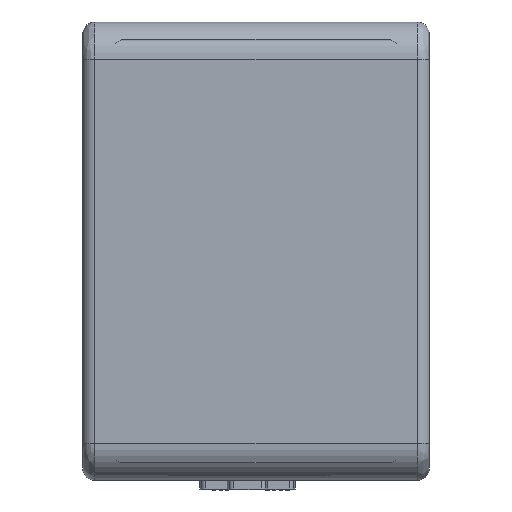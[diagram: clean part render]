
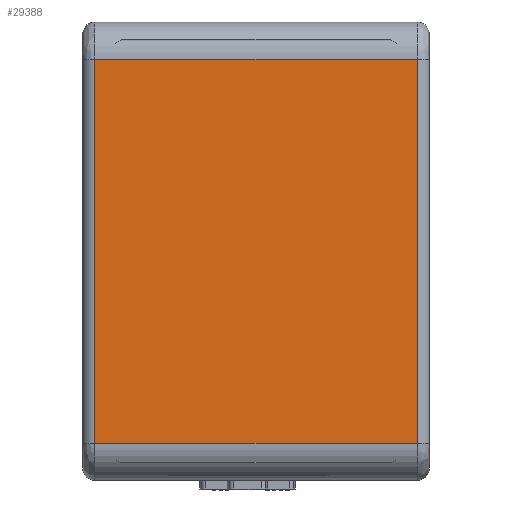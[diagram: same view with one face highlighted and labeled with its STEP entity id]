
A CAD part, front view. The second image highlights one B-rep face of the part: STEP entity #29388.
In plain terms, the highlighted planar face has unit normal (0, -1, 0).
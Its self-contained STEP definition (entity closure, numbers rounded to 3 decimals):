
#947 = LINE ( 'NONE', #74050, #86847 ) ;
#3739 = LINE ( 'NONE', #4597, #73803 ) ;
#4597 = CARTESIAN_POINT ( 'NONE',  ( 0., -70., 170. ) ) ;
#5289 = EDGE_CURVE ( 'NONE', #81750, #45998, #77219, .T. ) ;
#11464 = CARTESIAN_POINT ( 'NONE',  ( 135., -70., 170. ) ) ;
#12422 = FACE_OUTER_BOUND ( 'NONE', #44756, .T. ) ;
#12709 = ORIENTED_EDGE ( 'NONE', *, *, #5289, .F. ) ;
#13385 = DIRECTION ( 'NONE',  ( 0., 1., 0. ) ) ;
#16960 = ORIENTED_EDGE ( 'NONE', *, *, #67893, .F. ) ;
#19328 = CARTESIAN_POINT ( 'NONE',  ( 5., -70., 185. ) ) ;
#24749 = DIRECTION ( 'NONE',  ( 1., 0., 0. ) ) ;
#25059 = CARTESIAN_POINT ( 'NONE',  ( 135., -70., 15. ) ) ;
#28152 = CARTESIAN_POINT ( 'NONE',  ( 5., -70., 170. ) ) ;
#29388 = ADVANCED_FACE ( 'N', ( #12422 ), #40095, .F. ) ;
#37050 = AXIS2_PLACEMENT_3D ( 'NONE', #46042, #13385, #60847 ) ;
#40095 = PLANE ( 'NONE',  #37050 ) ;
#41203 = VECTOR ( 'NONE', #75614, 1000. ) ;
#44756 = EDGE_LOOP ( 'NONE', ( #85976, #16960, #46920, #12709 ) ) ;
#45998 = VERTEX_POINT ( 'NONE', #25059 ) ;
#46042 = CARTESIAN_POINT ( 'NONE',  ( 0., -70., 185. ) ) ;
#46920 = ORIENTED_EDGE ( 'NONE', *, *, #78923, .F. ) ;
#53730 = LINE ( 'NONE', #19328, #69563 ) ;
#56337 = CARTESIAN_POINT ( 'NONE',  ( 5., -70., 15. ) ) ;
#58033 = EDGE_CURVE ( 'NONE', #83044, #81750, #3739, .T. ) ;
#60029 = DIRECTION ( 'NONE',  ( 0., 0., 1. ) ) ;
#60847 = DIRECTION ( 'NONE',  ( 0., 0., 1. ) ) ;
#67893 = EDGE_CURVE ( 'NONE', #74320, #83044, #53730, .T. ) ;
#69563 = VECTOR ( 'NONE', #60029, 1000. ) ;
#73803 = VECTOR ( 'NONE', #24749, 1000. ) ;
#74050 = CARTESIAN_POINT ( 'NONE',  ( 0., -70., 15. ) ) ;
#74320 = VERTEX_POINT ( 'NONE', #56337 ) ;
#75614 = DIRECTION ( 'NONE',  ( 0., 0., -1. ) ) ;
#77219 = LINE ( 'NONE', #82427, #41203 ) ;
#78923 = EDGE_CURVE ( 'NONE', #45998, #74320, #947, .T. ) ;
#80837 = DIRECTION ( 'NONE',  ( -1., 0., 0. ) ) ;
#81750 = VERTEX_POINT ( 'NONE', #11464 ) ;
#82427 = CARTESIAN_POINT ( 'NONE',  ( 135., -70., 185. ) ) ;
#83044 = VERTEX_POINT ( 'NONE', #28152 ) ;
#85976 = ORIENTED_EDGE ( 'NONE', *, *, #58033, .F. ) ;
#86847 = VECTOR ( 'NONE', #80837, 1000. ) ;
